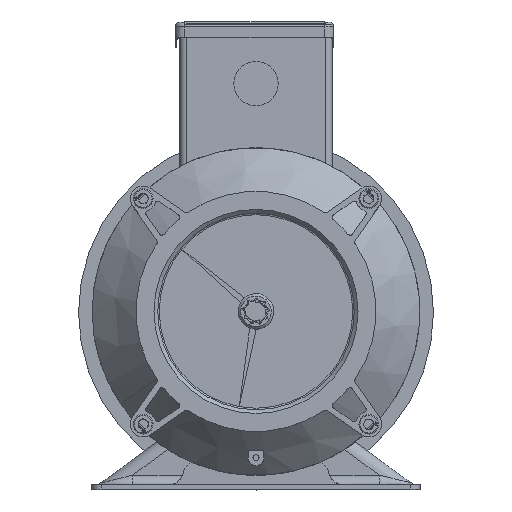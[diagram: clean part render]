
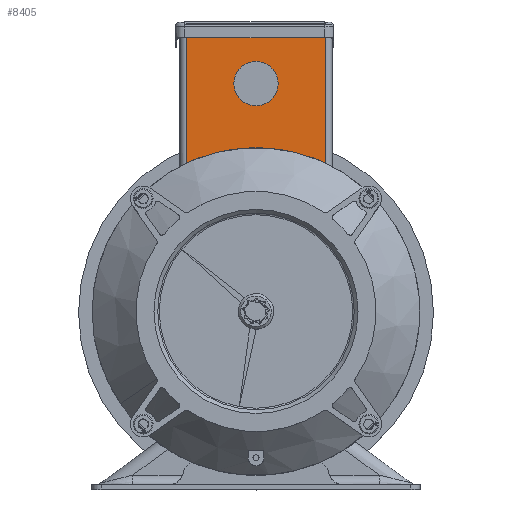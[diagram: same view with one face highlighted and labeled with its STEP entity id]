
A CAD part, top view. The second image highlights one B-rep face of the part: STEP entity #8405.
In plain terms, the highlighted planar face has unit normal (0, 0, 1).
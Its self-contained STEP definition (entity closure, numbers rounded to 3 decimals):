
#995 = DIRECTION ( 'NONE',  ( 0., 0., -1. ) ) ;
#1598 = EDGE_CURVE ( 'NONE', #19759, #4811, #17553, .T. ) ;
#2790 = VECTOR ( 'NONE', #19351, 1000. ) ;
#3823 = EDGE_CURVE ( 'NONE', #4561, #16975, #14022, .T. ) ;
#4367 = VERTEX_POINT ( 'NONE', #18259 ) ;
#4561 = VERTEX_POINT ( 'NONE', #5670 ) ;
#4719 = CIRCLE ( 'NONE', #8762, 81.28 ) ;
#4811 = VERTEX_POINT ( 'NONE', #7796 ) ;
#5670 = CARTESIAN_POINT ( 'NONE',  ( -34.923, 233.045, -88.9 ) ) ;
#6024 = DIRECTION ( 'NONE',  ( 1., 0., 0. ) ) ;
#6147 = CARTESIAN_POINT ( 'NONE',  ( -0.002, 203.201, -88.9 ) ) ;
#6543 = EDGE_LOOP ( 'NONE', ( #17742, #14426, #11522, #10105 ) ) ;
#7098 = CARTESIAN_POINT ( 'NONE',  ( 34.923, 88.9, -88.9 ) ) ;
#7796 = CARTESIAN_POINT ( 'NONE',  ( 34.923, 233.045, -88.9 ) ) ;
#7933 = FACE_BOUND ( 'NONE', #19318, .T. ) ;
#7990 = DIRECTION ( 'NONE',  ( 1., 0., 0. ) ) ;
#8405 = ADVANCED_FACE ( 'NONE', ( #7933, #11367 ), #15396, .T. ) ;
#8762 = AXIS2_PLACEMENT_3D ( 'NONE', #16717, #995, #7990 ) ;
#9282 = DIRECTION ( 'NONE',  ( 0., -1., 0. ) ) ;
#9580 = AXIS2_PLACEMENT_3D ( 'NONE', #16777, #18385, #21951 ) ;
#9911 = EDGE_CURVE ( 'NONE', #4367, #4367, #21597, .T. ) ;
#10105 = ORIENTED_EDGE ( 'NONE', *, *, #12584, .T. ) ;
#11367 = FACE_OUTER_BOUND ( 'NONE', #6543, .T. ) ;
#11522 = ORIENTED_EDGE ( 'NONE', *, *, #3823, .T. ) ;
#11838 = CARTESIAN_POINT ( 'NONE',  ( -34.923, 162.295, -88.9 ) ) ;
#12341 = CARTESIAN_POINT ( 'NONE',  ( 0., 233.045, -88.9 ) ) ;
#12584 = EDGE_CURVE ( 'NONE', #16975, #19759, #4719, .T. ) ;
#12696 = DIRECTION ( 'NONE',  ( 0., 0., 1. ) ) ;
#14022 = LINE ( 'NONE', #21017, #20881 ) ;
#14050 = CARTESIAN_POINT ( 'NONE',  ( 34.923, 162.295, -88.9 ) ) ;
#14366 = ORIENTED_EDGE ( 'NONE', *, *, #9911, .F. ) ;
#14426 = ORIENTED_EDGE ( 'NONE', *, *, #21885, .T. ) ;
#15396 = PLANE ( 'NONE',  #9580 ) ;
#15788 = LINE ( 'NONE', #12341, #2790 ) ;
#16161 = VECTOR ( 'NONE', #19169, 1000. ) ;
#16717 = CARTESIAN_POINT ( 'NONE',  ( 0., 88.9, -88.9 ) ) ;
#16777 = CARTESIAN_POINT ( 'NONE',  ( 0., 88.9, -88.9 ) ) ;
#16975 = VERTEX_POINT ( 'NONE', #11838 ) ;
#17553 = LINE ( 'NONE', #7098, #16161 ) ;
#17558 = AXIS2_PLACEMENT_3D ( 'NONE', #6147, #12696, #6024 ) ;
#17742 = ORIENTED_EDGE ( 'NONE', *, *, #1598, .T. ) ;
#18259 = CARTESIAN_POINT ( 'NONE',  ( 11.123, 203.201, -88.9 ) ) ;
#18385 = DIRECTION ( 'NONE',  ( 0., 0., 1. ) ) ;
#19169 = DIRECTION ( 'NONE',  ( 0., 1., 0. ) ) ;
#19318 = EDGE_LOOP ( 'NONE', ( #14366 ) ) ;
#19351 = DIRECTION ( 'NONE',  ( -1., 0., 0. ) ) ;
#19759 = VERTEX_POINT ( 'NONE', #14050 ) ;
#20881 = VECTOR ( 'NONE', #9282, 1000. ) ;
#21017 = CARTESIAN_POINT ( 'NONE',  ( -34.923, 88.9, -88.9 ) ) ;
#21597 = CIRCLE ( 'NONE', #17558, 11.125 ) ;
#21885 = EDGE_CURVE ( 'NONE', #4811, #4561, #15788, .T. ) ;
#21951 = DIRECTION ( 'NONE',  ( 1., 0., 0. ) ) ;
